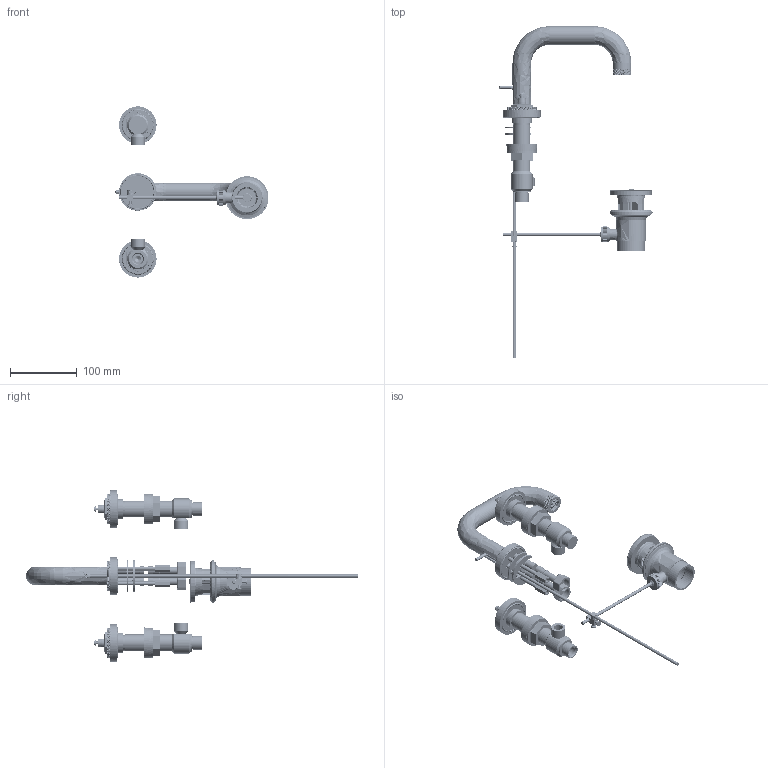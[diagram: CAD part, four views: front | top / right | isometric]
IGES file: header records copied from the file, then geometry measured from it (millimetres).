
Global section: file name: V714-K; native system: Autodesk Inventor 2018; preprocessor: unknown; author: aprice; date: 20190710.074657; units: millimetre
Bounding box: 228.91 x 496.65 x 255.95 mm (x, y, z)
Volume: 462746.1 mm3; surface area: 272268.7 mm2
Topology: 63 solids, 63 shells, 16052 faces, 35348 edges, 19625 vertices
Faces by surface type: bspline 16052
